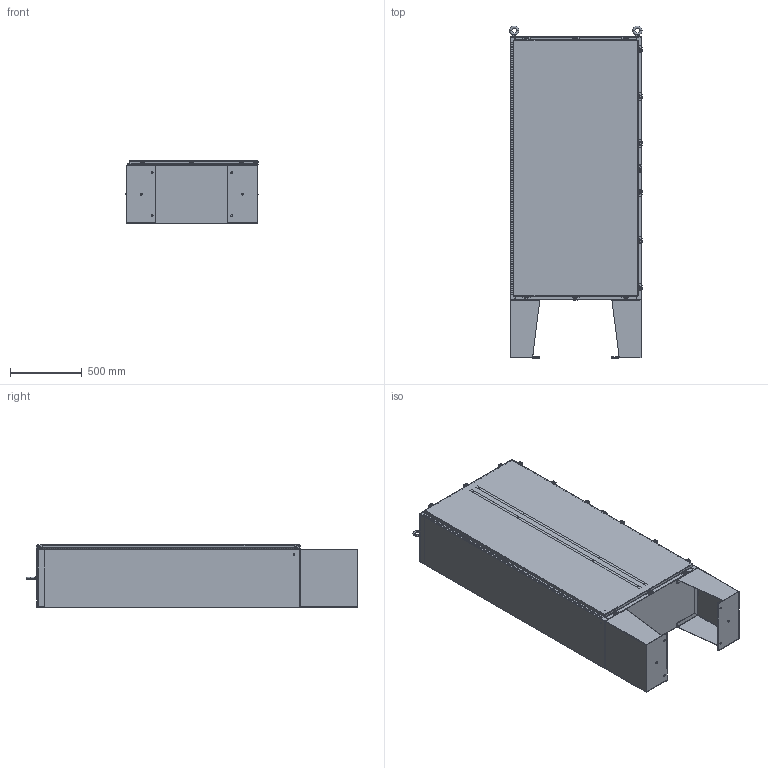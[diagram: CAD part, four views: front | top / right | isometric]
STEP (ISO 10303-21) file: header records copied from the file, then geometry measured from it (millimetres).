
FILE_DESCRIPTION (( 'STEP AP203' ), '1' );
FILE_NAME ('N72HS3616SSWPLS.STEP', '2014-03-28T15:58:42', ( 'changeme' ), ( 'Microsoft' ), 'SwSTEP 2.0', 'SolidWorks 2013', '' );
FILE_SCHEMA (( 'CONFIG_CONTROL_DESIGN' ));
Length unit declared in the file: inch
Products named in the file (27): N72HS3616SSWPLS SD-LSK-Stand; N72HS3616SSWPLS Door Stiffener; N72HS3616SSWPLS Clamp Assembly; N72HS3616SSWPLS SD-LSK - Base; N72HS3616SSWPLS Padlock Hasp; N72HS3616SSWPLS Standard Clamps; N72HS3616SSWPLS SD-LSK-ASSY; N72HS3616SSWPLS Padlock Staple; N72HS3616SSWPLS Enclosure Stiffener; N72HS3616SSWPLS Backpanel; Eye-Bolt_Stiffener WMT Template 1904; N72HS3616SSWPLS Clamp Bracket; N72HS3616SSWPLS Cover; N72HS3616SSWPLS Mounting Studs; HW-EYE-NH-20425_3014T52; N72HS3616SSWPLS 22101002; N72HS3616SSWPLS Body; N72HS3616SSWPLS Hinge Enclosure Side2; N72HS3616SSWPLS; N72HS3616SSWPLS 22104005_DEFAULT; N72HS3616SSWPLS Bottom; N72HS3616SSWPLS Hinge Cover Side; N72HS3616SSWPLS Top; N72HS3616SSWPLS 125 Pin Hinge; 10_30 CD Stud; Quarter-20 CD Stud; N72HS3616SSWPLS Clamp Top
Assembly tree (57 placements, depth 4):
  N72HS3616SSWPLS
    N72HS3616SSWPLS Backpanel
    N72HS3616SSWPLS Mounting Studs  x8
    N72HS3616SSWPLS 125 Pin Hinge
      N72HS3616SSWPLS Hinge Enclosure Side2
      N72HS3616SSWPLS Hinge Cover Side
    Quarter-20 CD Stud  x2
    N72HS3616SSWPLS Door Stiffener
    N72HS3616SSWPLS Padlock Hasp
    N72HS3616SSWPLS Padlock Staple
    N72HS3616SSWPLS Standard Clamps  x12
      N72HS3616SSWPLS Clamp Bracket
      N72HS3616SSWPLS Clamp Assembly
        N72HS3616SSWPLS 22101002  x2
        N72HS3616SSWPLS 22104005_DEFAULT
        N72HS3616SSWPLS Clamp Top
    N72HS3616SSWPLS Enclosure Stiffener  x2
    N72HS3616SSWPLS Cover
    N72HS3616SSWPLS Body
    N72HS3616SSWPLS Bottom
    N72HS3616SSWPLS Top
    10_30 CD Stud  x8
    N72HS3616SSWPLS SD-LSK-ASSY  x2
      N72HS3616SSWPLS SD-LSK-Stand
      N72HS3616SSWPLS SD-LSK - Base
    Eye-Bolt_Stiffener WMT Template 1904  x2
    HW-EYE-NH-20425_3014T52  x2
Bounding box: 923.19 x 2311.4 x 436.9 mm (x, y, z)
Volume: 18948095.3 mm3; surface area: 18063468.4 mm2
Topology: 98 solids, 98 shells, 4079 faces, 10209 edges, 6382 vertices
Faces by surface type: plane 2076, cylinder 1711, cone 132, torus 124, bspline 36
Entity records: 76691 total; most frequent: CARTESIAN_POINT 13870, DIRECTION 12976, ORIENTED_EDGE 12126, EDGE_CURVE 6063, AXIS2_PLACEMENT_3D 4564, VECTOR 3848, LINE 3848, VERTEX_POINT 3738
